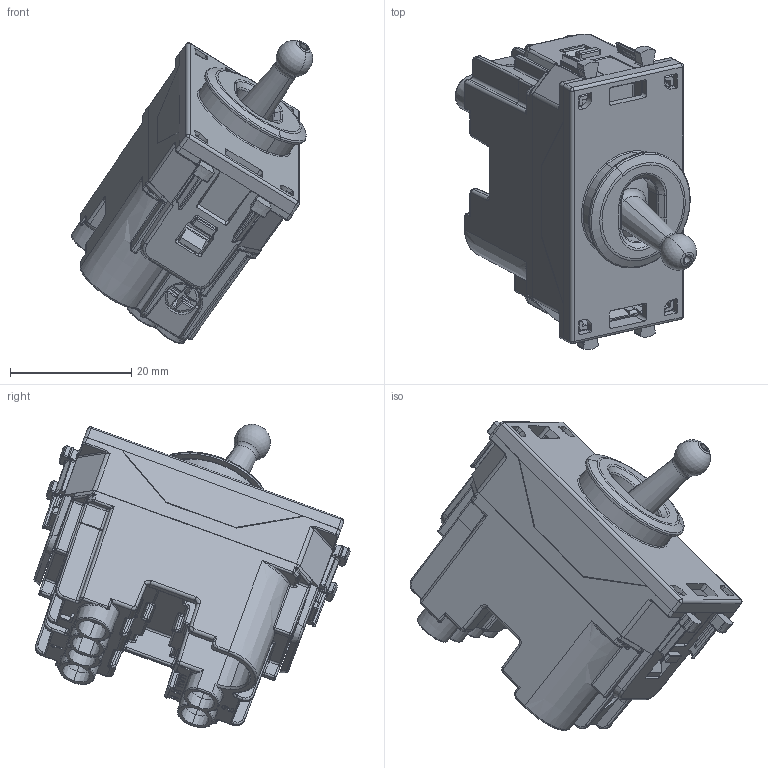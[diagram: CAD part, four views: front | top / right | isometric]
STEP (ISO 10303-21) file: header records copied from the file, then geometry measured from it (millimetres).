
FILE_DESCRIPTION(('CATIA V5 STEP Exchange'),'2;1');
FILE_NAME('444002OT.stp','2024-03-26T07:27:01+00:00',('none'),('none'),'CATIA Version 5-6 Release 2016 SP6','CATIA V5 STEP AP203','none');
FILE_SCHEMA(('CONFIG_CONTROL_DESIGN'));
Products named in the file (1): STEP
Assembly tree (17 placements, depth 2):
  STEP
    #57
    #55057
    #57627  x2
    #59103  x3
    #61016  x3
    #61908
    #65825
    #66697
    #114322
    #121847
    #138161
    #138803
Bounding box: 39.7 x 52.04 x 49.93 mm (x, y, z)
Volume: 14501.4 mm3; surface area: 24646.1 mm2
Topology: 22 solids, 22 shells, 3906 faces, 10194 edges, 6111 vertices
Faces by surface type: plane 1456, cylinder 1354, bspline 523, cone 211, sphere 190, torus 148, extrusion 22, revolution 2
Entity records: 140014 total; most frequent: CARTESIAN_POINT 62458, ORIENTED_EDGE 18756, DIRECTION 11145, EDGE_CURVE 9378, VERTEX_POINT 5734, VECTOR 4406, LINE 4384, AXIS2_PLACEMENT_3D 4113
